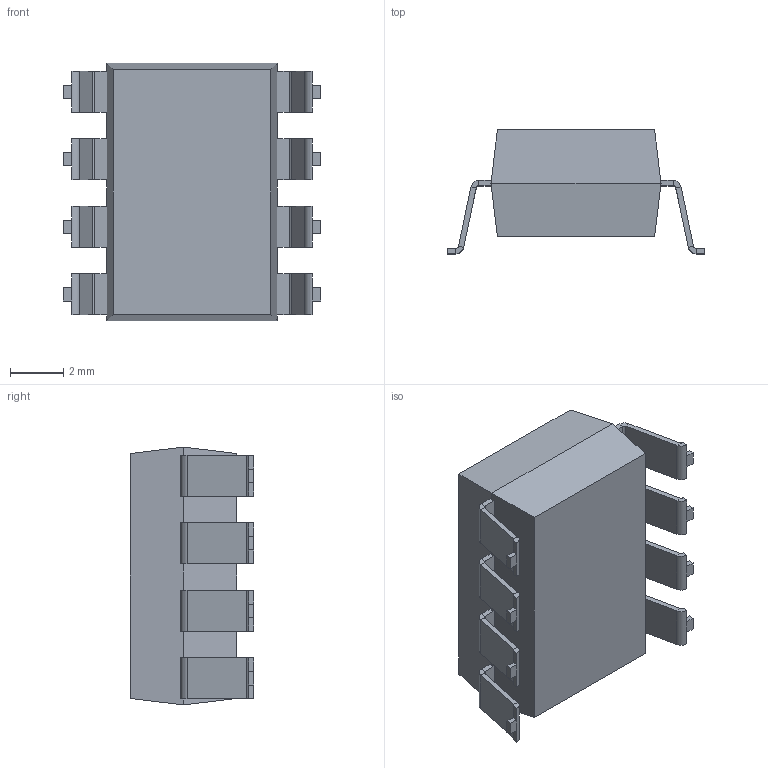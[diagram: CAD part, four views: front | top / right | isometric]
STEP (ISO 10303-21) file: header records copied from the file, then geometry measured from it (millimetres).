
FILE_DESCRIPTION (( 'STEP AP214' ), '1' );
FILE_NAME ('HCPL-3120.STEP', '2023-08-22T09:59:39', ( '' ), ( '' ), 'SwSTEP 2.0', 'SolidWorks 2021', '' );
FILE_SCHEMA (( 'AUTOMOTIVE_DESIGN' ));
Length unit declared in the file: millimetre
Products named in the file (1): HCPL-3120
Bounding box: 9.7 x 4.65 x 9.7 mm (x, y, z)
Volume: 241 mm3; surface area: 334.6 mm2
Topology: 1 solids, 1 shells, 448 faces, 1171 edges, 737 vertices
Faces by surface type: plane 330, bspline 84, cylinder 34
Entity records: 19852 total; most frequent: CARTESIAN_POINT 4614, ORIENTED_EDGE 2342, DIRECTION 1800, EDGE_CURVE 1171, LINE 934, VECTOR 934, VERTEX_POINT 737, EDGE_LOOP 460
